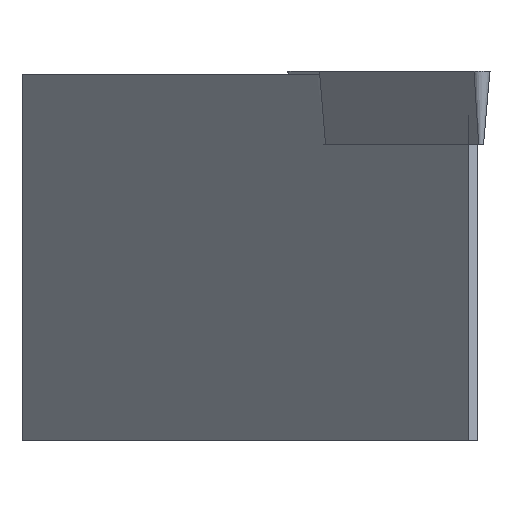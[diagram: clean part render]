
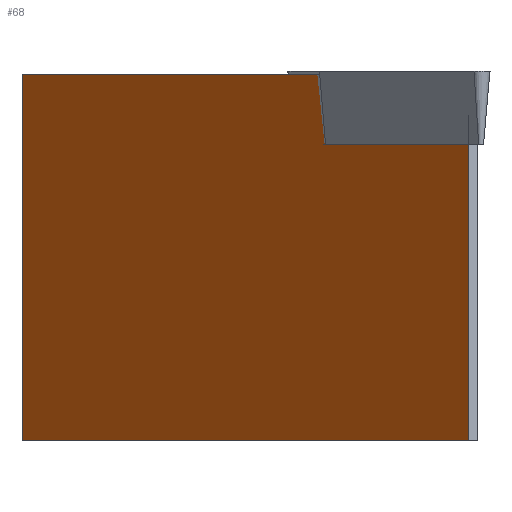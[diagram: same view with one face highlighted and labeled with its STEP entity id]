
A CAD part, left-side view. The second image highlights one B-rep face of the part: STEP entity #68.
In plain terms, the highlighted planar face has unit normal (-0.682, 0.731, 0).
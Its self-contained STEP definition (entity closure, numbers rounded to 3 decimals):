
#68=ADVANCED_FACE('',(#103),#88,.F.);
#88=PLANE('',#373);
#103=FACE_OUTER_BOUND('',#118,.T.);
#118=EDGE_LOOP('',(#146,#147,#148,#149));
#146=ORIENTED_EDGE('',*,*,#262,.F.);
#147=ORIENTED_EDGE('',*,*,#263,.T.);
#148=ORIENTED_EDGE('',*,*,#264,.F.);
#149=ORIENTED_EDGE('',*,*,#265,.F.);
#232=VERTEX_POINT('',#504);
#233=VERTEX_POINT('',#505);
#234=VERTEX_POINT('',#507);
#235=VERTEX_POINT('',#509);
#262=EDGE_CURVE('',#232,#233,#305,.T.);
#263=EDGE_CURVE('',#232,#234,#306,.T.);
#264=EDGE_CURVE('',#235,#234,#307,.T.);
#265=EDGE_CURVE('',#233,#235,#308,.T.);
#305=LINE('',#503,#340);
#306=LINE('',#506,#341);
#307=LINE('',#508,#342);
#308=LINE('',#510,#343);
#340=VECTOR('',#408,1.);
#341=VECTOR('',#409,1.);
#342=VECTOR('',#410,1.);
#343=VECTOR('',#411,1.);
#373=AXIS2_PLACEMENT_3D('',#511,#412,#413);
#408=DIRECTION('',(0.,0.,-1.));
#409=DIRECTION('',(0.731,0.682,0.));
#410=DIRECTION('',(0.,0.,1.));
#411=DIRECTION('',(0.731,0.682,0.));
#412=DIRECTION('',(0.682,-0.731,0.));
#413=DIRECTION('',(0.731,0.682,0.));
#503=CARTESIAN_POINT('',(1.832,1.095,-16.));
#504=CARTESIAN_POINT('',(1.832,1.095,-0.135));
#505=CARTESIAN_POINT('',(1.832,1.095,-16.));
#506=CARTESIAN_POINT('',(1.345,0.642,-0.135));
#507=CARTESIAN_POINT('',(22.556,20.421,-0.135));
#508=CARTESIAN_POINT('',(22.556,20.421,-16.));
#509=CARTESIAN_POINT('',(22.556,20.421,-16.));
#510=CARTESIAN_POINT('',(1.345,0.642,-16.));
#511=CARTESIAN_POINT('',(1.345,0.642,-16.));
